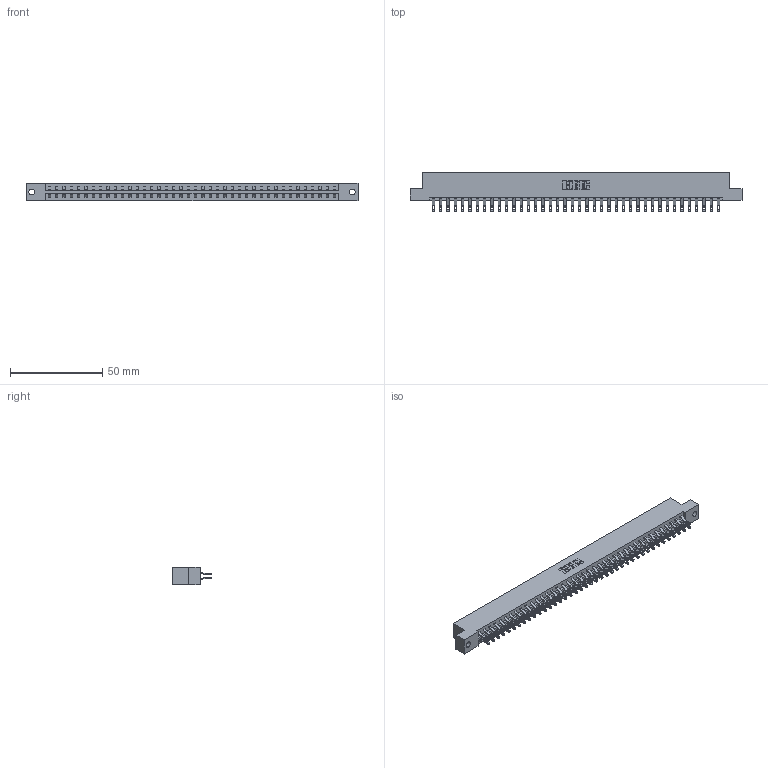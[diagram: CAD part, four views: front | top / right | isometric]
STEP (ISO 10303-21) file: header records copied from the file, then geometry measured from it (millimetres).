
FILE_DESCRIPTION (( 'STEP AP203' ), '1' );
FILE_NAME ('333-080-555-202.STEP', '2018-08-05T01:56:38', ( '' ), ( '' ), 'SwSTEP 2.0', 'SolidWorks 2016', '' );
FILE_SCHEMA (( 'CONFIG_CONTROL_DESIGN' ));
Length unit declared in the file: inch
Products named in the file (3): 333 Part_Flush - .128 Dia; 345-292-001_555 Tail; 333-080-555-202
Assembly tree (81 placements, depth 2):
  333-080-555-202
    333 Part_Flush - .128 Dia
    345-292-001_555 Tail  x80
Bounding box: 180.04 x 21.47 x 9.4 mm (x, y, z)
Volume: 18557.2 mm3; surface area: 22512.2 mm2
Topology: 81 solids, 81 shells, 4754 faces, 14951 edges, 9966 vertices
Faces by surface type: plane 2790, cylinder 1964
Entity records: 26321 total; most frequent: CARTESIAN_POINT 4400, ORIENTED_EDGE 4306, DIRECTION 3733, EDGE_CURVE 2153, LINE 2005, VECTOR 2005, VERTEX_POINT 1434, AXIS2_PLACEMENT_3D 864
